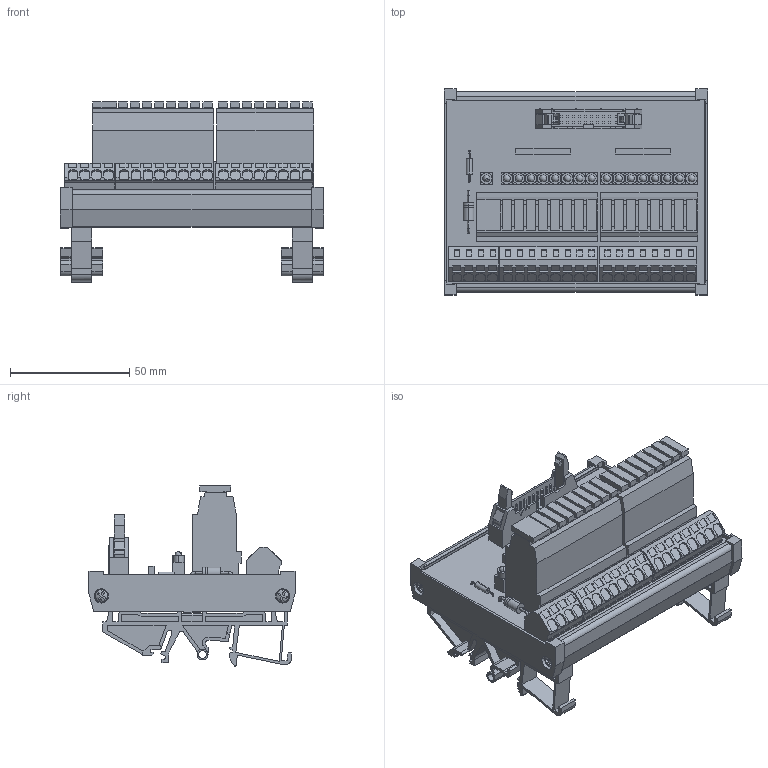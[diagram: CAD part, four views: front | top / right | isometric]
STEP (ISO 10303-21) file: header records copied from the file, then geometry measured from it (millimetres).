
FILE_DESCRIPTION(('CATIA V5R22 STEP214','CAx-IF Rec.Pracs.--- Model Styling and Organization---1.4--- 2014-01-23'),'2;1');
FILE_NAME ('D1547803_0', '2021-07-29T12:17:02+00:00', ('Weidmueller Interface'), ('Weidmueller'), 'CATIA Version 5-6 Release 2016 SP3 HF44', 'CATIA V5 STEP AP214', 'none');
FILE_SCHEMA(('AUTOMOTIVE_DESIGN { 1 0 10303 214 1 1 1 1 }'));
Products named in the file (1): 1311780000_RS 16IO 1W I-L H Z
Bounding box: 110.5 x 86.4 x 75.55 mm (x, y, z)
Volume: 141123.3 mm3; surface area: 94378.8 mm2
Topology: 3 solids, 57 shells, 2608 faces, 7328 edges, 4845 vertices
Faces by surface type: plane 1864, cylinder 662, bspline 58, torus 16, sphere 8
Entity records: 88701 total; most frequent: CARTESIAN_POINT 20382, ORIENTED_EDGE 14562, DIRECTION 11700, EDGE_CURVE 7281, VECTOR 5502, LINE 5502, VERTEX_POINT 4833, AXIS2_PLACEMENT_3D 3651
